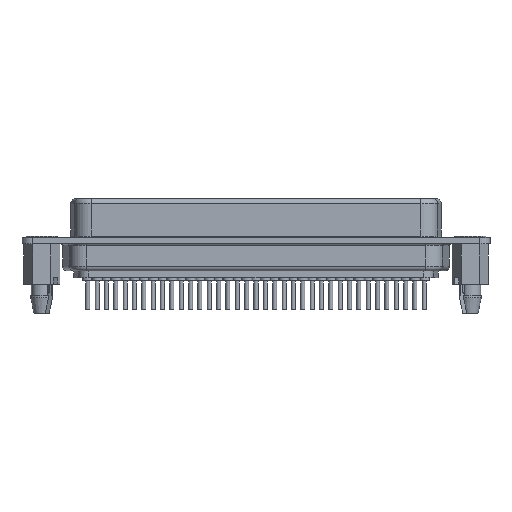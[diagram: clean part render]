
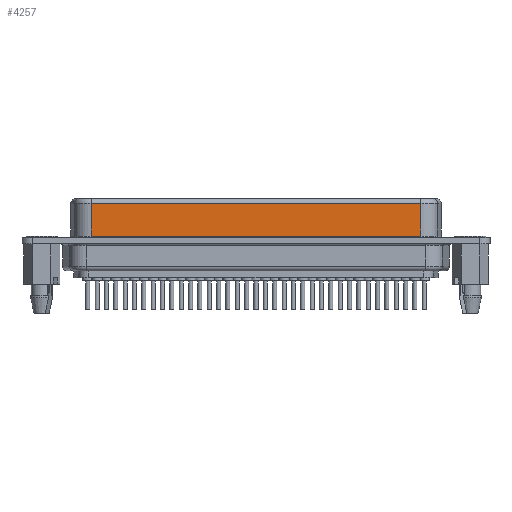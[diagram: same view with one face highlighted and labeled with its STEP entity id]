
A CAD part, front view. The second image highlights one B-rep face of the part: STEP entity #4257.
In plain terms, the highlighted planar face has unit normal (0, -1, 0).
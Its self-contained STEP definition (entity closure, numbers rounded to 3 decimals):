
#190 = ORIENTED_EDGE ( 'NONE', *, *, #1800, .T. ) ;
#281 = ORIENTED_EDGE ( 'NONE', *, *, #1284, .T. ) ;
#372 = ORIENTED_EDGE ( 'NONE', *, *, #917, .F. ) ;
#463 = ORIENTED_EDGE ( 'NONE', *, *, #18154, .T. ) ;
#720 = EDGE_LOOP ( 'NONE', ( #190, #281, #372, #463 ) ) ;
#917 = EDGE_CURVE ( 'NONE', #4936, #4935, #5039, .T. ) ;
#1284 = EDGE_CURVE ( 'NONE', #4933, #4935, #5158, .T. ) ;
#1800 = EDGE_CURVE ( 'NONE', #4934, #4933, #7953, .T. ) ;
#3036 = AXIS2_PLACEMENT_3D ( 'NONE', #9364, #9368, #9369 ) ;
#4257 = ADVANCED_FACE ( 'NONE', ( #8468 ), #9366, .F. ) ;
#4933 = VERTEX_POINT ( 'NONE', #11209 ) ;
#4934 = VERTEX_POINT ( 'NONE', #11210 ) ;
#4935 = VERTEX_POINT ( 'NONE', #11211 ) ;
#4936 = VERTEX_POINT ( 'NONE', #11212 ) ;
#5039 = LINE ( 'NONE', #18379, #5042 ) ;
#5042 = VECTOR ( 'NONE', #5930, 1000. ) ;
#5158 = LINE ( 'NONE', #6131, #5161 ) ;
#5161 = VECTOR ( 'NONE', #6124, 1000. ) ;
#5930 = DIRECTION ( 'NONE',  ( 0., 0., -1. ) ) ;
#6124 = DIRECTION ( 'NONE',  ( 1., 0., 0. ) ) ;
#6131 = CARTESIAN_POINT ( 'NONE',  ( 24.409, -3.95, 0.7 ) ) ;
#7501 = CARTESIAN_POINT ( 'NONE',  ( -24.409, -3.95, 6.25 ) ) ;
#7502 = DIRECTION ( 'NONE',  ( 0., 0., -1. ) ) ;
#7953 = LINE ( 'NONE', #7501, #7955 ) ;
#7955 = VECTOR ( 'NONE', #7502, 1000. ) ;
#8468 = FACE_OUTER_BOUND ( 'NONE', #720, .T. ) ;
#9364 = CARTESIAN_POINT ( 'NONE',  ( -24.409, -3.95, 6.25 ) ) ;
#9366 = PLANE ( 'NONE',  #3036 ) ;
#9368 = DIRECTION ( 'NONE',  ( 0., 1., 0. ) ) ;
#9369 = DIRECTION ( 'NONE',  ( 0., 0., 1. ) ) ;
#11209 = CARTESIAN_POINT ( 'NONE',  ( -24.409, -3.95, 0.7 ) ) ;
#11210 = CARTESIAN_POINT ( 'NONE',  ( -24.409, -3.95, 5.5 ) ) ;
#11211 = CARTESIAN_POINT ( 'NONE',  ( 24.409, -3.95, 0.7 ) ) ;
#11212 = CARTESIAN_POINT ( 'NONE',  ( 24.409, -3.95, 5.5 ) ) ;
#15430 = CARTESIAN_POINT ( 'NONE',  ( -24.409, -3.95, 5.5 ) ) ;
#15431 = DIRECTION ( 'NONE',  ( -1., 0., 0. ) ) ;
#15679 = LINE ( 'NONE', #15430, #15682 ) ;
#15682 = VECTOR ( 'NONE', #15431, 1000. ) ;
#18154 = EDGE_CURVE ( 'NONE', #4936, #4934, #15679, .T. ) ;
#18379 = CARTESIAN_POINT ( 'NONE',  ( 24.409, -3.95, 6.25 ) ) ;
